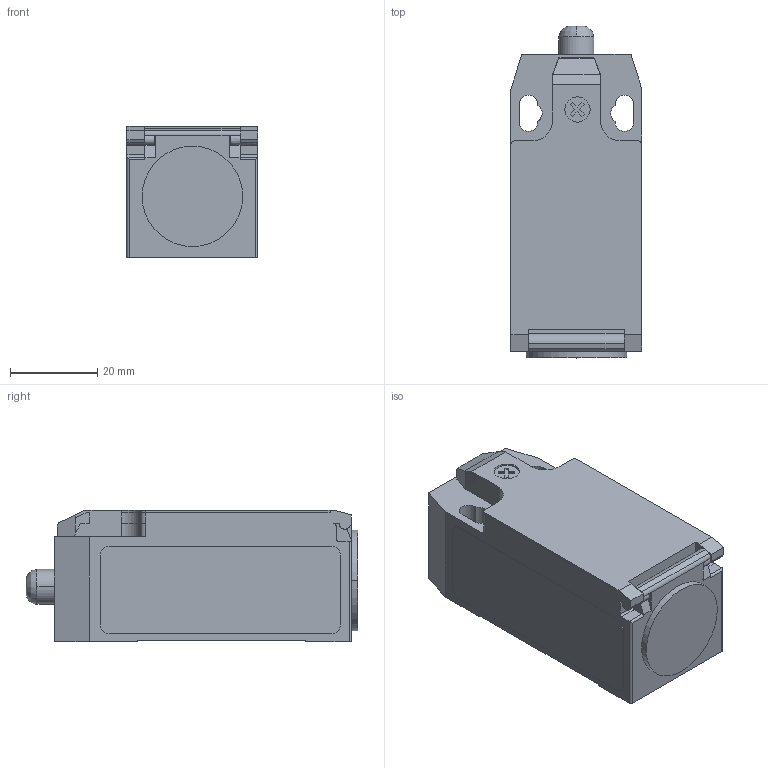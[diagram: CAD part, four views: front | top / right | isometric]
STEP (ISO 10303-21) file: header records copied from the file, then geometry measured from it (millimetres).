
FILE_DESCRIPTION((''),'2;1');
FILE_NAME('3d_KMA1L02.stp','2012-10-03T07:56:50',(''),(''),'Mechanical Desktop 2011','Mechanical Desktop 2011',', , ');
FILE_SCHEMA(('CONFIG_CONTROL_DESIGN'));
Length unit declared in the file: millimetre
Products named in the file (1): Product
Bounding box: 30.2 x 76 x 30 mm (x, y, z)
Volume: 56608.3 mm3; surface area: 11531.9 mm2
Topology: 2 solids, 2 shells, 145 faces, 428 edges, 289 vertices
Faces by surface type: plane 96, cylinder 44, bspline 5
Entity records: 5057 total; most frequent: CARTESIAN_POINT 988, ORIENTED_EDGE 856, DIRECTION 810, EDGE_CURVE 428, VECTOR 328, LINE 328, VERTEX_POINT 289, AXIS2_PLACEMENT_3D 241
